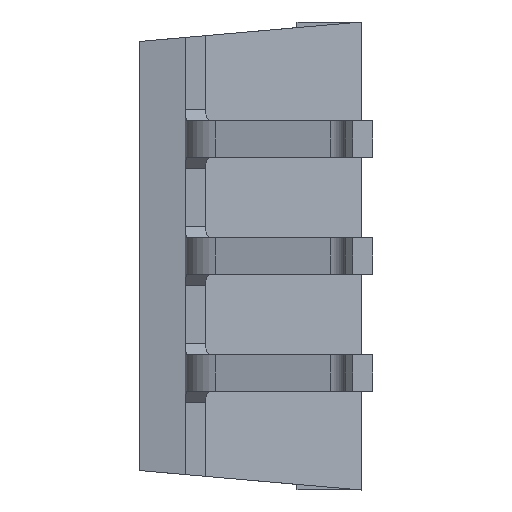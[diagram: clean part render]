
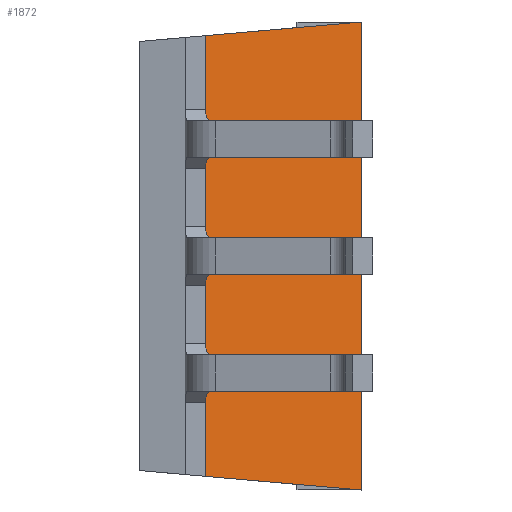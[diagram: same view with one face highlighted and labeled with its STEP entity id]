
A CAD part, left-side view. The second image highlights one B-rep face of the part: STEP entity #1872.
In plain terms, the highlighted planar face has unit normal (-0.985, -0.174, 0).
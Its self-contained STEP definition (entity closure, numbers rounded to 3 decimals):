
#18 = DIRECTION ( 'NONE',  ( 0., 0., -1. ) ) ;
#19 = EDGE_LOOP ( 'NONE', ( #2564, #2189, #2595, #2243 ) ) ;
#283 = PLANE ( 'NONE',  #838 ) ;
#405 = DIRECTION ( 'NONE',  ( 0., 0., -1. ) ) ;
#543 = VERTEX_POINT ( 'NONE', #2377 ) ;
#601 = VECTOR ( 'NONE', #1077, 1000. ) ;
#618 = FACE_OUTER_BOUND ( 'NONE', #19, .T. ) ;
#660 = EDGE_CURVE ( 'NONE', #1326, #543, #1219, .T. ) ;
#793 = EDGE_CURVE ( 'NONE', #1326, #2322, #1113, .T. ) ;
#838 = AXIS2_PLACEMENT_3D ( 'NONE', #2097, #1714, #1690 ) ;
#846 = EDGE_CURVE ( 'NONE', #1208, #543, #1886, .T. ) ;
#1068 = CARTESIAN_POINT ( 'NONE',  ( -3.027, 3.39, -4.783 ) ) ;
#1077 = DIRECTION ( 'NONE',  ( 0.173, -0.981, -0.086 ) ) ;
#1113 = LINE ( 'NONE', #1440, #1853 ) ;
#1115 = VECTOR ( 'NONE', #405, 1000. ) ;
#1208 = VERTEX_POINT ( 'NONE', #1068 ) ;
#1219 = LINE ( 'NONE', #2199, #1115 ) ;
#1326 = VERTEX_POINT ( 'NONE', #2202 ) ;
#1440 = CARTESIAN_POINT ( 'NONE',  ( -3.022, 3.365, 4.786 ) ) ;
#1648 = CARTESIAN_POINT ( 'NONE',  ( -3.027, 3.39, 5.08 ) ) ;
#1669 = DIRECTION ( 'NONE',  ( -0.173, 0.981, -0.086 ) ) ;
#1690 = DIRECTION ( 'NONE',  ( -0.174, 0.985, 0. ) ) ;
#1714 = DIRECTION ( 'NONE',  ( 0.985, 0.174, 0. ) ) ;
#1719 = EDGE_CURVE ( 'NONE', #2322, #1208, #1806, .T. ) ;
#1806 = LINE ( 'NONE', #1648, #2292 ) ;
#1853 = VECTOR ( 'NONE', #1669, 1000. ) ;
#1872 = ADVANCED_FACE ( 'NONE', ( #618 ), #283, .F. ) ;
#1886 = LINE ( 'NONE', #2312, #601 ) ;
#2097 = CARTESIAN_POINT ( 'NONE',  ( -3.027, 3.39, 5.08 ) ) ;
#2189 = ORIENTED_EDGE ( 'NONE', *, *, #846, .T. ) ;
#2199 = CARTESIAN_POINT ( 'NONE',  ( -2.429, 0., 5.08 ) ) ;
#2202 = CARTESIAN_POINT ( 'NONE',  ( -2.429, 0., 5.08 ) ) ;
#2243 = ORIENTED_EDGE ( 'NONE', *, *, #793, .T. ) ;
#2292 = VECTOR ( 'NONE', #18, 1000. ) ;
#2312 = CARTESIAN_POINT ( 'NONE',  ( -3.173, 4.221, -4.711 ) ) ;
#2322 = VERTEX_POINT ( 'NONE', #2465 ) ;
#2377 = CARTESIAN_POINT ( 'NONE',  ( -2.429, 0., -5.08 ) ) ;
#2465 = CARTESIAN_POINT ( 'NONE',  ( -3.027, 3.39, 4.783 ) ) ;
#2564 = ORIENTED_EDGE ( 'NONE', *, *, #1719, .T. ) ;
#2595 = ORIENTED_EDGE ( 'NONE', *, *, #660, .F. ) ;
